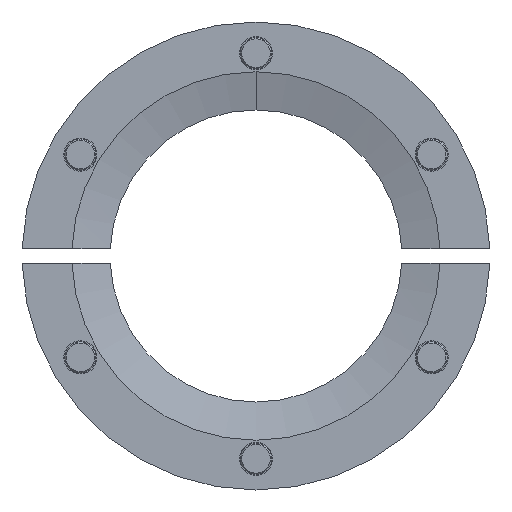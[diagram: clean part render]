
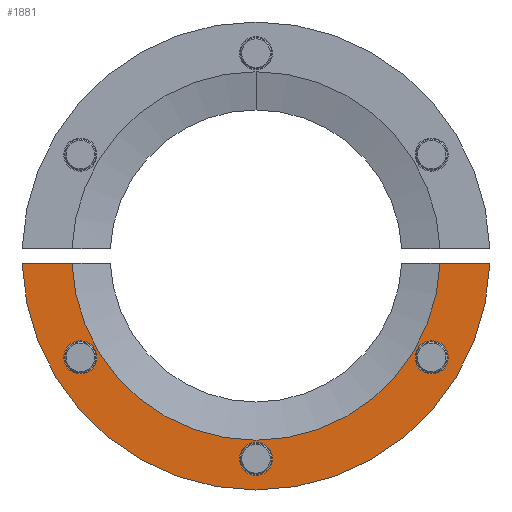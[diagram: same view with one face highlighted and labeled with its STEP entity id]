
A CAD part, left-side view. The second image highlights one B-rep face of the part: STEP entity #1881.
In plain terms, the highlighted planar face has unit normal (-1, 0, 0).
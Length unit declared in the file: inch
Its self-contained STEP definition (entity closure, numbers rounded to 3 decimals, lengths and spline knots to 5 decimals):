
#39 = EDGE_CURVE ( 'NONE', #936, #2161, #1192, .T. ) ;
#120 = ORIENTED_EDGE ( 'NONE', *, *, #1378, .F. ) ;
#203 = DIRECTION ( 'NONE',  ( 0., 0., 1. ) ) ;
#212 = CARTESIAN_POINT ( 'NONE',  ( 0., 2., -0.06 ) ) ;
#257 = DIRECTION ( 'NONE',  ( 0., 0., 1. ) ) ;
#270 = ORIENTED_EDGE ( 'NONE', *, *, #355, .T. ) ;
#302 = ORIENTED_EDGE ( 'NONE', *, *, #1764, .F. ) ;
#303 = EDGE_CURVE ( 'NONE', #457, #2792, #1302, .T. ) ;
#310 = FACE_BOUND ( 'NONE', #2558, .T. ) ;
#355 = EDGE_CURVE ( 'NONE', #3701, #2161, #3263, .T. ) ;
#372 = DIRECTION ( 'NONE',  ( 0., 0., 1. ) ) ;
#457 = VERTEX_POINT ( 'NONE', #3542 ) ;
#496 = EDGE_LOOP ( 'NONE', ( #3017, #807 ) ) ;
#569 = CIRCLE ( 'NONE', #3772, 0.13281 ) ;
#659 = FACE_BOUND ( 'NONE', #2385, .T. ) ;
#683 = CARTESIAN_POINT ( 'NONE',  ( 0., 0., -1.75781 ) ) ;
#721 = DIRECTION ( 'NONE',  ( -1., 0., 0. ) ) ;
#807 = ORIENTED_EDGE ( 'NONE', *, *, #4018, .F. ) ;
#890 = DIRECTION ( 'NONE',  ( -1., 0., 0. ) ) ;
#904 = DIRECTION ( 'NONE',  ( 0., 0., 1. ) ) ;
#936 = VERTEX_POINT ( 'NONE', #1712 ) ;
#954 = CARTESIAN_POINT ( 'NONE',  ( 0., -1.40729, -0.8125 ) ) ;
#1008 = VERTEX_POINT ( 'NONE', #1009 ) ;
#1009 = CARTESIAN_POINT ( 'NONE',  ( 0., 1.47481, -0.06 ) ) ;
#1165 = AXIS2_PLACEMENT_3D ( 'NONE', #2254, #2999, #3939 ) ;
#1187 = AXIS2_PLACEMENT_3D ( 'NONE', #3594, #1801, #203 ) ;
#1192 = LINE ( 'NONE', #2360, #3001 ) ;
#1255 = DIRECTION ( 'NONE',  ( 0., 0., -1. ) ) ;
#1276 = FACE_OUTER_BOUND ( 'NONE', #2023, .T. ) ;
#1301 = EDGE_CURVE ( 'NONE', #3251, #2912, #3077, .T. ) ;
#1302 = CIRCLE ( 'NONE', #3916, 0.13281 ) ;
#1378 = EDGE_CURVE ( 'NONE', #2792, #457, #569, .T. ) ;
#1380 = CARTESIAN_POINT ( 'NONE',  ( 0., -1.40729, -0.67968 ) ) ;
#1460 = AXIS2_PLACEMENT_3D ( 'NONE', #3925, #3335, #904 ) ;
#1465 = DIRECTION ( 'NONE',  ( 0., -1., 0. ) ) ;
#1498 = CARTESIAN_POINT ( 'NONE',  ( 0., 1.87404, -0.06 ) ) ;
#1598 = EDGE_CURVE ( 'NONE', #2912, #3251, #2854, .T. ) ;
#1687 = AXIS2_PLACEMENT_3D ( 'NONE', #2780, #2213, #1911 ) ;
#1695 = CARTESIAN_POINT ( 'NONE',  ( 0., 1.40729, -0.94532 ) ) ;
#1712 = CARTESIAN_POINT ( 'NONE',  ( 0., -1.47481, -0.06 ) ) ;
#1764 = EDGE_CURVE ( 'NONE', #3701, #1008, #3059, .T. ) ;
#1801 = DIRECTION ( 'NONE',  ( -1., 0., 0. ) ) ;
#1881 = ADVANCED_FACE ( 'NONE', ( #1942, #310, #659, #1276 ), #2579, .F. ) ;
#1907 = AXIS2_PLACEMENT_3D ( 'NONE', #3150, #2513, #3189 ) ;
#1911 = DIRECTION ( 'NONE',  ( 0., 0., 1. ) ) ;
#1942 = FACE_BOUND ( 'NONE', #496, .T. ) ;
#2016 = AXIS2_PLACEMENT_3D ( 'NONE', #3160, #721, #372 ) ;
#2023 = EDGE_LOOP ( 'NONE', ( #270, #2096, #2258, #302 ) ) ;
#2038 = VERTEX_POINT ( 'NONE', #1695 ) ;
#2096 = ORIENTED_EDGE ( 'NONE', *, *, #39, .F. ) ;
#2161 = VERTEX_POINT ( 'NONE', #4000 ) ;
#2213 = DIRECTION ( 'NONE',  ( -1., 0., 0. ) ) ;
#2228 = CIRCLE ( 'NONE', #1907, 1.47603 ) ;
#2254 = CARTESIAN_POINT ( 'NONE',  ( 0., 0., -1.625 ) ) ;
#2258 = ORIENTED_EDGE ( 'NONE', *, *, #3390, .F. ) ;
#2360 = CARTESIAN_POINT ( 'NONE',  ( 0., 2., -0.06 ) ) ;
#2385 = EDGE_LOOP ( 'NONE', ( #2731, #4040 ) ) ;
#2424 = DIRECTION ( 'NONE',  ( 0., -1., 0. ) ) ;
#2430 = CARTESIAN_POINT ( 'NONE',  ( 0., -1.40729, -0.8125 ) ) ;
#2513 = DIRECTION ( 'NONE',  ( -1., 0., 0. ) ) ;
#2558 = EDGE_LOOP ( 'NONE', ( #120, #2637 ) ) ;
#2579 = PLANE ( 'NONE',  #2660 ) ;
#2637 = ORIENTED_EDGE ( 'NONE', *, *, #303, .F. ) ;
#2660 = AXIS2_PLACEMENT_3D ( 'NONE', #3116, #3830, #1255 ) ;
#2708 = CIRCLE ( 'NONE', #1460, 0.13281 ) ;
#2731 = ORIENTED_EDGE ( 'NONE', *, *, #1598, .F. ) ;
#2780 = CARTESIAN_POINT ( 'NONE',  ( 0., 1.40729, -0.8125 ) ) ;
#2792 = VERTEX_POINT ( 'NONE', #1380 ) ;
#2837 = DIRECTION ( 'NONE',  ( -1., 0., 0. ) ) ;
#2854 = CIRCLE ( 'NONE', #1165, 0.13281 ) ;
#2912 = VERTEX_POINT ( 'NONE', #3946 ) ;
#2997 = VERTEX_POINT ( 'NONE', #3703 ) ;
#2999 = DIRECTION ( 'NONE',  ( -1., 0., 0. ) ) ;
#3001 = VECTOR ( 'NONE', #2424, 39.37008 ) ;
#3017 = ORIENTED_EDGE ( 'NONE', *, *, #3089, .F. ) ;
#3059 = LINE ( 'NONE', #212, #4037 ) ;
#3077 = CIRCLE ( 'NONE', #1187, 0.13281 ) ;
#3089 = EDGE_CURVE ( 'NONE', #2997, #2038, #3727, .T. ) ;
#3116 = CARTESIAN_POINT ( 'NONE',  ( 0., 0., -1.875 ) ) ;
#3150 = CARTESIAN_POINT ( 'NONE',  ( 0., 0., 0. ) ) ;
#3160 = CARTESIAN_POINT ( 'NONE',  ( 0., 0., 0. ) ) ;
#3189 = DIRECTION ( 'NONE',  ( 0., 0., 1. ) ) ;
#3251 = VERTEX_POINT ( 'NONE', #683 ) ;
#3263 = CIRCLE ( 'NONE', #2016, 1.875 ) ;
#3335 = DIRECTION ( 'NONE',  ( -1., 0., 0. ) ) ;
#3390 = EDGE_CURVE ( 'NONE', #1008, #936, #2228, .T. ) ;
#3542 = CARTESIAN_POINT ( 'NONE',  ( 0., -1.40729, -0.94531 ) ) ;
#3594 = CARTESIAN_POINT ( 'NONE',  ( 0., 0., -1.625 ) ) ;
#3691 = DIRECTION ( 'NONE',  ( 0., 0., 1. ) ) ;
#3701 = VERTEX_POINT ( 'NONE', #1498 ) ;
#3703 = CARTESIAN_POINT ( 'NONE',  ( 0., 1.40729, -0.67969 ) ) ;
#3727 = CIRCLE ( 'NONE', #1687, 0.13281 ) ;
#3772 = AXIS2_PLACEMENT_3D ( 'NONE', #2430, #890, #3691 ) ;
#3830 = DIRECTION ( 'NONE',  ( 1., 0., 0. ) ) ;
#3916 = AXIS2_PLACEMENT_3D ( 'NONE', #954, #2837, #257 ) ;
#3925 = CARTESIAN_POINT ( 'NONE',  ( 0., 1.40729, -0.8125 ) ) ;
#3939 = DIRECTION ( 'NONE',  ( 0., 0., 1. ) ) ;
#3946 = CARTESIAN_POINT ( 'NONE',  ( 0., 0., -1.49219 ) ) ;
#4000 = CARTESIAN_POINT ( 'NONE',  ( 0., -1.87404, -0.06 ) ) ;
#4018 = EDGE_CURVE ( 'NONE', #2038, #2997, #2708, .T. ) ;
#4037 = VECTOR ( 'NONE', #1465, 39.37008 ) ;
#4040 = ORIENTED_EDGE ( 'NONE', *, *, #1301, .F. ) ;
